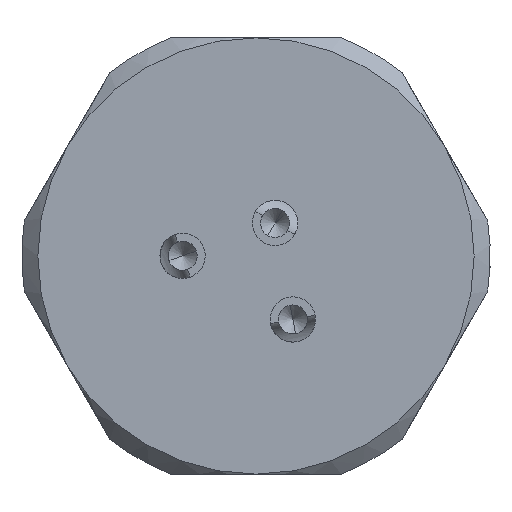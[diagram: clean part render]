
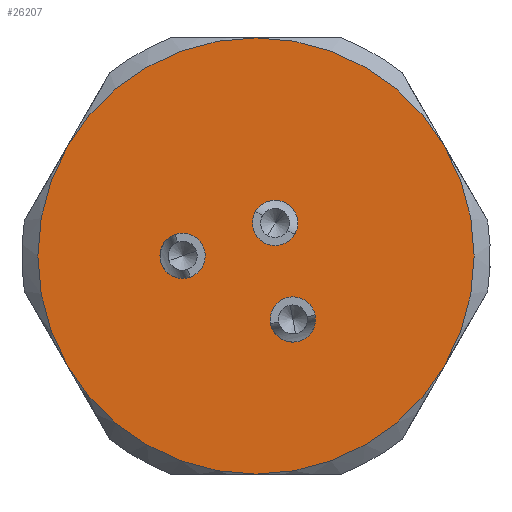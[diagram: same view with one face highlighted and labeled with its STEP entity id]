
A CAD part, left-side view. The second image highlights one B-rep face of the part: STEP entity #26207.
In plain terms, the highlighted planar face has unit normal (-1, 0, 0).
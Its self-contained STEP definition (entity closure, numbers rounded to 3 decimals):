
#10276=CARTESIAN_POINT('',(0.,0.,0.));
#10277=DIRECTION('',(-1.,0.,0.));
#10278=DIRECTION('',(0.,0.866,0.5));
#10279=AXIS2_PLACEMENT_3D('',#10276,#10277,#10278);
#10304=CARTESIAN_POINT('',(0.,11.691,6.75));
#10306=CARTESIAN_POINT('',(0.,4.542,
0.013));
#10307=DIRECTION('',(-1.,0.,0.));
#10308=DIRECTION('',(0.,-0.942,0.334));
#10309=AXIS2_PLACEMENT_3D('',#10306,#10307,#10308);
#10311=CARTESIAN_POINT('',(0.,4.542,
0.013));
#10312=DIRECTION('',(-1.,0.,0.));
#10313=DIRECTION('',(0.,0.942,-0.334));
#10314=AXIS2_PLACEMENT_3D('',#10311,#10312,#10313);
#10316=CARTESIAN_POINT('',(0.,-2.282,
-3.927));
#10317=DIRECTION('',(-1.,0.,0.));
#10318=DIRECTION('',(0.,0.182,0.983));
#10319=AXIS2_PLACEMENT_3D('',#10316,#10317,#10318);
#10321=CARTESIAN_POINT('',(0.,-2.282,
-3.927));
#10322=DIRECTION('',(-1.,0.,0.));
#10323=DIRECTION('',(0.,-0.182,-0.983));
#10324=AXIS2_PLACEMENT_3D('',#10321,#10322,#10323);
#10326=CARTESIAN_POINT('',(0.,-1.18,2.044));
#10327=DIRECTION('',(-1.,0.,0.));
#10328=DIRECTION('',(0.,0.506,-0.862));
#10329=AXIS2_PLACEMENT_3D('',#10326,#10327,#10328);
#10331=CARTESIAN_POINT('',(0.,-1.18,2.044));
#10332=DIRECTION('',(-1.,0.,0.));
#10333=DIRECTION('',(0.,-0.506,0.862));
#10334=AXIS2_PLACEMENT_3D('',#10331,#10332,#10333);
#10336=CARTESIAN_POINT('',(0.,0.,0.));
#10337=DIRECTION('',(-1.,0.,0.));
#10338=DIRECTION('',(0.,0.,1.));
#10339=AXIS2_PLACEMENT_3D('',#10336,#10337,#10338);
#10341=CARTESIAN_POINT('',(0.,0.,0.));
#10342=DIRECTION('',(-1.,0.,0.));
#10343=DIRECTION('',(0.,-0.866,0.5));
#10344=AXIS2_PLACEMENT_3D('',#10341,#10342,#10343);
#10346=CARTESIAN_POINT('',(0.,0.,0.));
#10347=DIRECTION('',(-1.,0.,0.));
#10348=DIRECTION('',(0.,0.,-1.));
#10349=AXIS2_PLACEMENT_3D('',#10346,#10347,#10348);
#10351=CARTESIAN_POINT('',(0.,0.,0.));
#10352=DIRECTION('',(-1.,0.,0.));
#10353=DIRECTION('',(0.,0.866,-0.5));
#10354=AXIS2_PLACEMENT_3D('',#10351,#10352,#10353);
#10860=CARTESIAN_POINT('',(0.,0.,13.5));
#11389=CARTESIAN_POINT('',(0.,11.691,-6.75));
#11419=CARTESIAN_POINT('',(0.,0.,-13.5));
#12441=CARTESIAN_POINT('',(0.,-11.691,-6.75));
#12443=CARTESIAN_POINT('',(0.,0.,0.));
#12444=DIRECTION('',(-1.,0.,0.));
#12445=DIRECTION('',(0.,-0.866,-0.5));
#12446=AXIS2_PLACEMENT_3D('',#12443,#12444,#12445);
#12476=CARTESIAN_POINT('',(0.,-11.691,6.75));
#12615=VERTEX_POINT('',#10304);
#12616=VERTEX_POINT('',#10860);
#12617=VERTEX_POINT('',#12476);
#12618=VERTEX_POINT('',#11389);
#12619=VERTEX_POINT('',#12441);
#12620=VERTEX_POINT('',#11419);
#13718=CARTESIAN_POINT('',(0.,-0.471,
0.837));
#13719=CARTESIAN_POINT('',(0.,-1.889,
3.251));
#13720=VERTEX_POINT('',#13718);
#13721=VERTEX_POINT('',#13719);
#13722=CARTESIAN_POINT('',(0.,-2.028,
-2.55));
#13723=CARTESIAN_POINT('',(0.,-2.536,
-5.304));
#13724=VERTEX_POINT('',#13722);
#13725=VERTEX_POINT('',#13723);
#13726=CARTESIAN_POINT('',(0.,3.223,
0.481));
#13727=CARTESIAN_POINT('',(0.,5.861,
-0.456));
#13728=VERTEX_POINT('',#13726);
#13729=VERTEX_POINT('',#13727);
#26171=CARTESIAN_POINT('',(0.,0.,0.));
#26172=DIRECTION('',(1.,0.,0.));
#26173=DIRECTION('',(0.,-1.,0.));
#26174=AXIS2_PLACEMENT_3D('',#26171,#26172,#26173);
#26175=PLANE('',#26174);
#26176=ORIENTED_EDGE('',*,*,#26162,.F.);
#26178=ORIENTED_EDGE('',*,*,#26177,.F.);
#26180=ORIENTED_EDGE('',*,*,#26179,.F.);
#26182=ORIENTED_EDGE('',*,*,#26181,.F.);
#26184=ORIENTED_EDGE('',*,*,#26183,.F.);
#26186=ORIENTED_EDGE('',*,*,#26185,.F.);
#26187=EDGE_LOOP('',(#26176,#26178,#26180,#26182,#26184,#26186));
#26188=FACE_OUTER_BOUND('',#26187,.F.);
#26190=ORIENTED_EDGE('',*,*,#26189,.T.);
#26192=ORIENTED_EDGE('',*,*,#26191,.T.);
#26193=EDGE_LOOP('',(#26190,#26192));
#26194=FACE_BOUND('',#26193,.F.);
#26196=ORIENTED_EDGE('',*,*,#26195,.T.);
#26198=ORIENTED_EDGE('',*,*,#26197,.T.);
#26199=EDGE_LOOP('',(#26196,#26198));
#26200=FACE_BOUND('',#26199,.F.);
#26202=ORIENTED_EDGE('',*,*,#26201,.T.);
#26204=ORIENTED_EDGE('',*,*,#26203,.T.);
#26205=EDGE_LOOP('',(#26202,#26204));
#26206=FACE_BOUND('',#26205,.F.);
#26207=ADVANCED_FACE('',(#26188,#26194,#26200,#26206),#26175,.F.);
#10280=CIRCLE('',#10279,13.5);
#10310=CIRCLE('',#10309,1.4);
#10315=CIRCLE('',#10314,1.4);
#10320=CIRCLE('',#10319,1.4);
#10325=CIRCLE('',#10324,1.4);
#10330=CIRCLE('',#10329,1.4);
#10335=CIRCLE('',#10334,1.4);
#10340=CIRCLE('',#10339,13.5);
#10345=CIRCLE('',#10344,13.5);
#10350=CIRCLE('',#10349,13.5);
#10355=CIRCLE('',#10354,13.5);
#12447=CIRCLE('',#12446,13.5);
#26162=EDGE_CURVE('',#12615,#12618,#10280,.T.);
#26177=EDGE_CURVE('',#12616,#12615,#10340,.T.);
#26179=EDGE_CURVE('',#12617,#12616,#10345,.T.);
#26181=EDGE_CURVE('',#12619,#12617,#12447,.T.);
#26183=EDGE_CURVE('',#12620,#12619,#10350,.T.);
#26185=EDGE_CURVE('',#12618,#12620,#10355,.T.);
#26189=EDGE_CURVE('',#13724,#13725,#10320,.T.);
#26191=EDGE_CURVE('',#13725,#13724,#10325,.T.);
#26195=EDGE_CURVE('',#13720,#13721,#10330,.T.);
#26197=EDGE_CURVE('',#13721,#13720,#10335,.T.);
#26201=EDGE_CURVE('',#13728,#13729,#10310,.T.);
#26203=EDGE_CURVE('',#13729,#13728,#10315,.T.);
